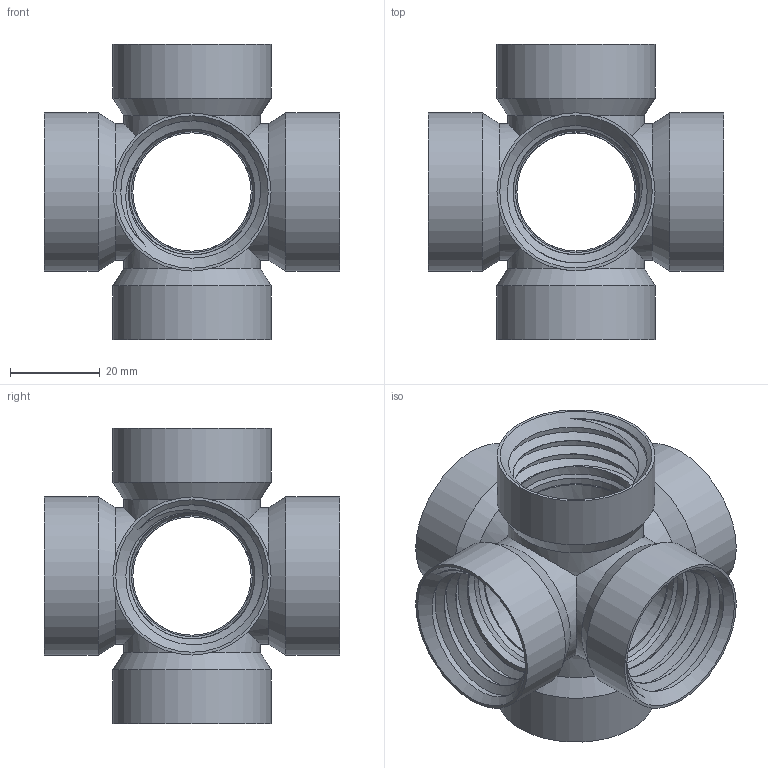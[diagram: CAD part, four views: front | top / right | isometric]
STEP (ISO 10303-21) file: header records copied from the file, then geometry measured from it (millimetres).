
FILE_DESCRIPTION(('FreeCAD Model'),'2;1');
FILE_NAME('Open CASCADE Shape Model','2024-01-12T12:08:54',(''),(''), 'Open CASCADE STEP processor 7.6','FreeCAD','Unknown');
FILE_SCHEMA(('AUTOMOTIVE_DESIGN { 1 0 10303 214 1 1 1 1 }'));
Length unit declared in the file: millimetre
Products named in the file (2): C6-A-1; Body
Assembly tree (1 placements, depth 2):
  C6-A-1
    Body
Bounding box: 65.84 x 65.84 x 65.84 mm (x, y, z)
Volume: 25317.7 mm3; surface area: 29801.7 mm2
Topology: 1 solids, 1 shells, 120 faces, 324 edges, 208 vertices
Faces by surface type: cylinder 72, plane 18, cone 18, bspline 12
Full cylindrical faces by diameter (mm): 26.376 x6, 27.04 x6, 28.037 x12, 30.376 x6, 31.75 x18, 35.23 x6
Entity records: 12256 total; most frequent: CARTESIAN_POINT 9350, ORIENTED_EDGE 648, DIRECTION 544, EDGE_CURVE 324, AXIS2_PLACEMENT_3D 230, VERTEX_POINT 208, FACE_BOUND 132, EDGE_LOOP 132
